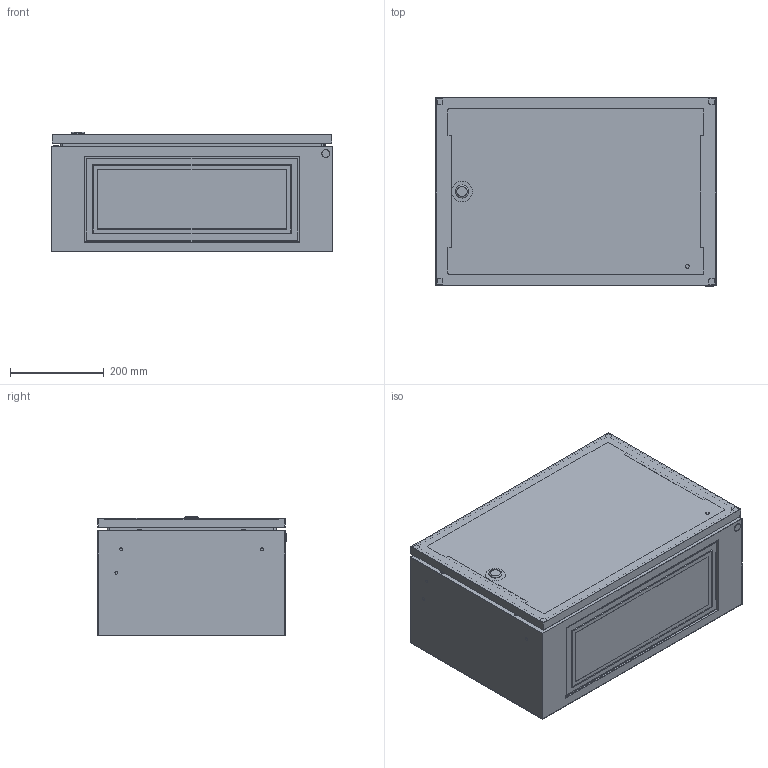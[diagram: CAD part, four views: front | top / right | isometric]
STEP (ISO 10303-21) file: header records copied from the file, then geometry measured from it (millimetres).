
FILE_DESCRIPTION (( 'STEP AP214' ), '1' );
FILE_NAME ('TI5-10-N-040-060-025-66.STEP', '2023-05-10T15:45:26', ( '' ), ( '' ), 'SwSTEP 2.0', 'SolidWorks 2022', '' );
FILE_SCHEMA (( 'AUTOMOTIVE_DESIGN' ));
Length unit declared in the file: millimetre
Products named in the file (5): Оболочка_400х600х250; Крышка_450х175; Дверь_400x600; Панель_400х600; TI5-10-N-040-060-025-66
Assembly tree (4 placements, depth 2):
  TI5-10-N-040-060-025-66
    Оболочка_400х600х250
    Дверь_400x600
    Крышка_450х175
    Панель_400х600
Bounding box: 600 x 402 x 254.1 mm (x, y, z)
Volume: 1882987.4 mm3; surface area: 2654974.2 mm2
Topology: 4 solids, 4 shells, 353 faces, 872 edges, 563 vertices
Faces by surface type: plane 225, cylinder 110, torus 10, cone 8
Entity records: 10686 total; most frequent: DIRECTION 1842, CARTESIAN_POINT 1795, ORIENTED_EDGE 1744, EDGE_CURVE 872, LINE 622, VECTOR 622, AXIS2_PLACEMENT_3D 610, VERTEX_POINT 563
